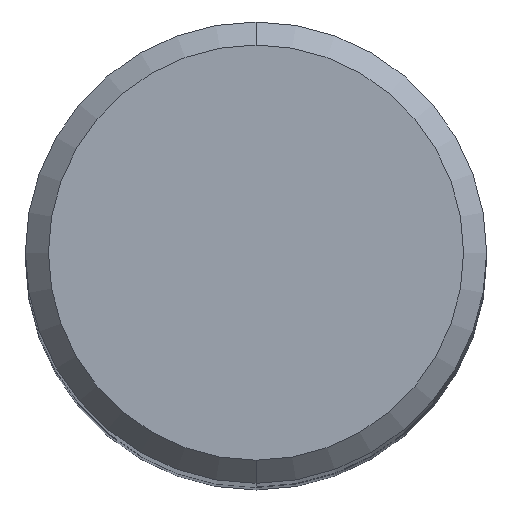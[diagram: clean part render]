
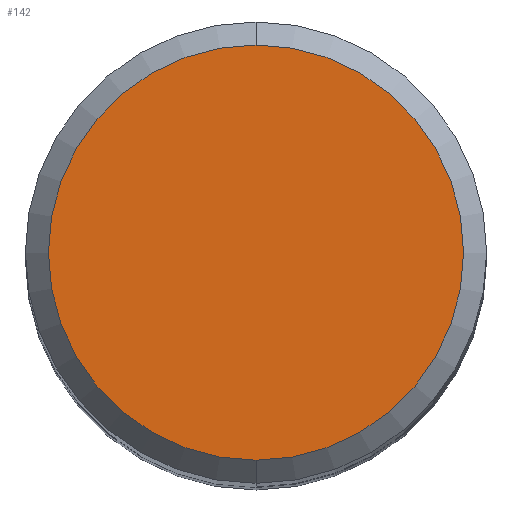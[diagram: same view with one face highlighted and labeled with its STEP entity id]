
A CAD part, top view. The second image highlights one B-rep face of the part: STEP entity #142.
In plain terms, the highlighted planar face has unit normal (0, 0, 1).
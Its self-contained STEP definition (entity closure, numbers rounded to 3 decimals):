
#88=VERTEX_POINT('',#209);
#90=EDGE_CURVE('',#156,#88,#211,.T.);
#142=ADVANCED_FACE('',(#269),#270,.T.);
#156=VERTEX_POINT('',#287);
#164=EDGE_CURVE('',#88,#156,#295,.T.);
#209=CARTESIAN_POINT('',(0.,-5.4,0.01));
#211=CIRCLE('',#339,5.4);
#269=FACE_OUTER_BOUND('',#412,.T.);
#270=PLANE('',#413);
#287=CARTESIAN_POINT('',(0.0,5.4,0.01));
#295=CIRCLE('',#448,5.4);
#339=AXIS2_PLACEMENT_3D('',#480,#481,#482);
#412=EDGE_LOOP('',(#544,#545));
#413=AXIS2_PLACEMENT_3D('',#546,#547,#548);
#448=AXIS2_PLACEMENT_3D('',#583,#584,#585);
#480=CARTESIAN_POINT('',(0.0,0.0,0.01));
#481=DIRECTION('',(0.0,0.0,-1.0));
#482=DIRECTION('',(0.0,1.0,0.0));
#544=ORIENTED_EDGE('',*,*,#90,.F.);
#545=ORIENTED_EDGE('',*,*,#164,.F.);
#546=CARTESIAN_POINT('',(0.0,2.7,0.01));
#547=DIRECTION('',(-0.0,0.0,1.0));
#548=DIRECTION('',(0.0,-1.0,0.0));
#583=CARTESIAN_POINT('',(0.0,0.0,0.01));
#584=DIRECTION('',(0.0,0.0,-1.0));
#585=DIRECTION('',(0.0,1.0,0.0));
